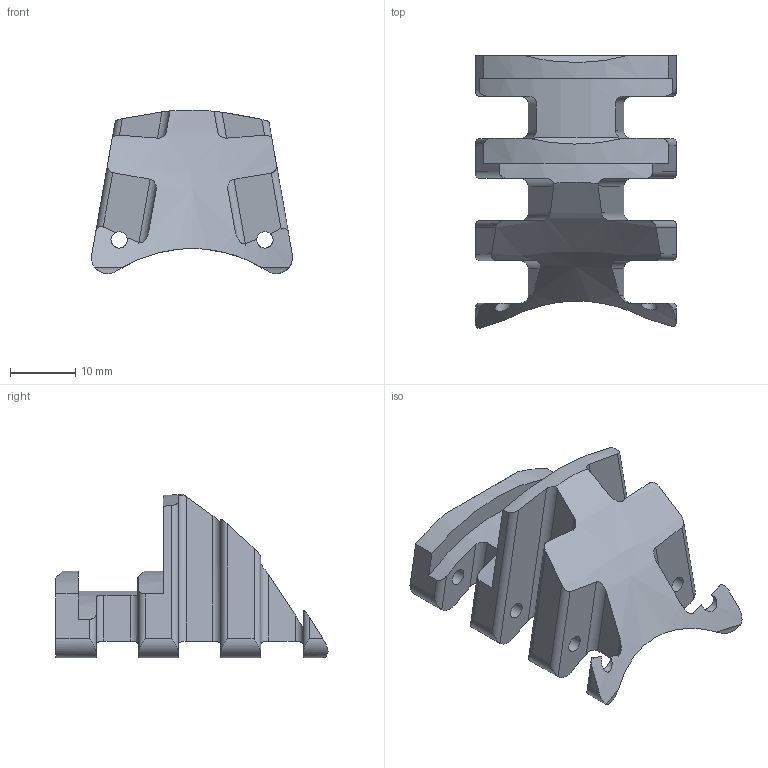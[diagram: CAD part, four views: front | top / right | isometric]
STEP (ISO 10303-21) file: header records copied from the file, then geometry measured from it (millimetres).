
FILE_DESCRIPTION(/* description */ ('STEP AP214'),/* implementation_level */ '2;1');
FILE_NAME(/* name */ '683c511d4258294a187f3dad',/* time_stamp */ '2025-06-01T13:09:50Z',/* author */ (''),/* organization */ (''),/* preprocessor_version */ 'ST-DEVELOPER v20',/* originating_system */ 'ONSHAPE BY PTC INC, 1.198',/* authorisation */ ' ');
FILE_SCHEMA (('AUTOMOTIVE_DESIGN {1 0 10303 214 3 1 1}'));
Length unit declared in the file: metre
Products named in the file (1): Part 52
Bounding box: 30.79 x 41.78 x 25.01 mm (x, y, z)
Volume: 9158.5 mm3; surface area: 4946.4 mm2
Topology: 1 solids, 1 shells, 80 faces, 239 edges, 161 vertices
Faces by surface type: cylinder 44, plane 32, torus 2, bspline 2
Full cylindrical faces by diameter (mm): 2.5 x6
Entity records: 2895 total; most frequent: CARTESIAN_POINT 855, ORIENTED_EDGE 456, DIRECTION 358, EDGE_CURVE 228, VERTEX_POINT 156, AXIS2_PLACEMENT_3D 134, EDGE_LOOP 98, FACE_BOUND 98
